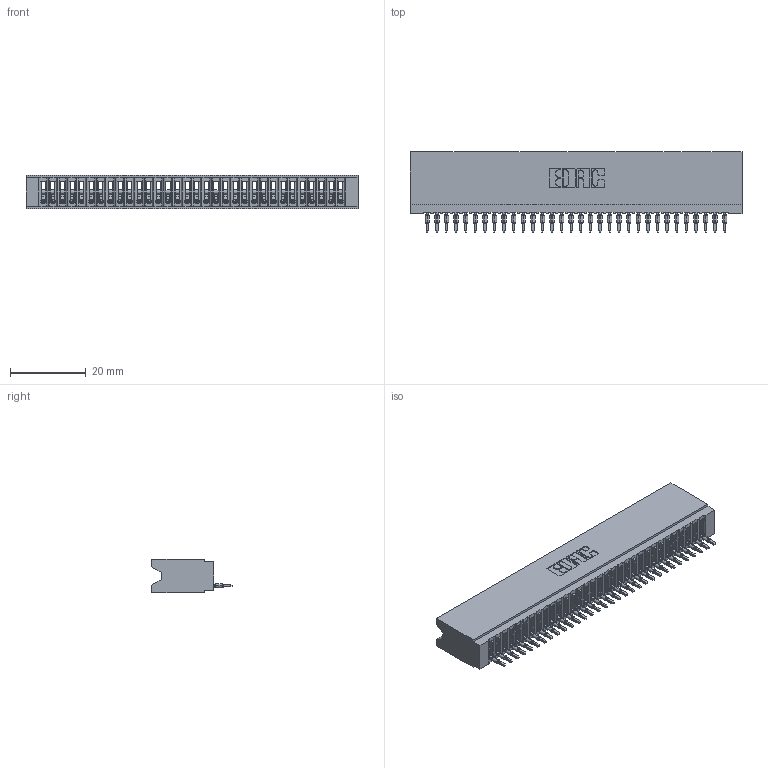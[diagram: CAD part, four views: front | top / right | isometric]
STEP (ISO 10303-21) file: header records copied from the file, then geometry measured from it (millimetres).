
FILE_DESCRIPTION (( 'STEP AP203' ), '1' );
FILE_NAME ('745-032-525-106.STEP', '2026-02-25T17:57:51', ( '' ), ( '' ), 'SwSTEP 2.0', 'SolidWorks 2023', '' );
FILE_SCHEMA (( 'CONFIG_CONTROL_DESIGN' ));
Length unit declared in the file: millimetre
Products named in the file (3): 745 Part_Insulator Option - 06; 745-032-525-106; 745-292-001_525
Assembly tree (33 placements, depth 2):
  745-032-525-106
    745 Part_Insulator Option - 06
    745-292-001_525  x32
Bounding box: 87.88 x 21.22 x 8.89 mm (x, y, z)
Volume: 7630.2 mm3; surface area: 13978.5 mm2
Topology: 33 solids, 33 shells, 3680 faces, 10116 edges, 6380 vertices
Faces by surface type: plane 2200, cylinder 648, bspline 640, torus 192
Entity records: 54234 total; most frequent: CARTESIAN_POINT 10058, ORIENTED_EDGE 9506, DIRECTION 8249, EDGE_CURVE 4753, VECTOR 4379, LINE 4379, VERTEX_POINT 3032, AXIS2_PLACEMENT_3D 1935
